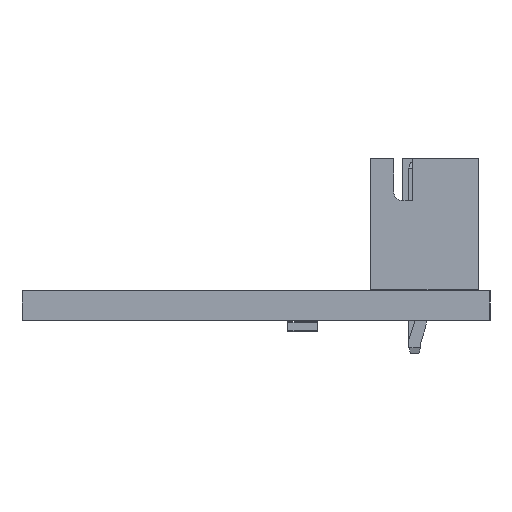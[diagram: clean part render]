
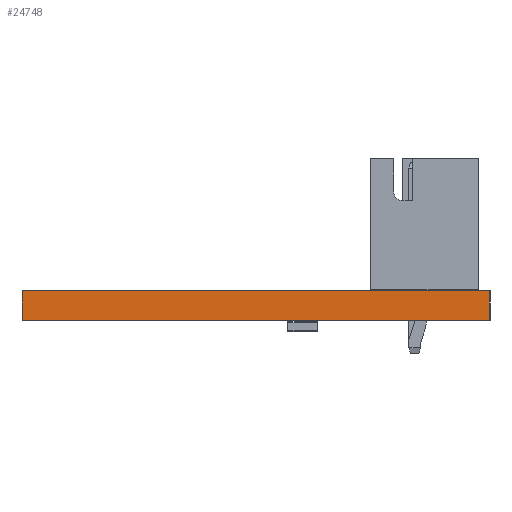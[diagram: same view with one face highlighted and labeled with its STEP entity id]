
A CAD part, left-side view. The second image highlights one B-rep face of the part: STEP entity #24748.
In plain terms, the highlighted planar face has unit normal (-1, 0, 0).
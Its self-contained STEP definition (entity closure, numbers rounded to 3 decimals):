
#24567 = PLANE('',#24568);
#24568 = AXIS2_PLACEMENT_3D('',#24569,#24570,#24571);
#24569 = CARTESIAN_POINT('',(202.,-44.,0.));
#24570 = DIRECTION('',(0.,-1.,0.));
#24571 = DIRECTION('',(-1.,0.,0.));
#24592 = VERTEX_POINT('',#24593);
#24593 = CARTESIAN_POINT('',(122.,-44.,1.6));
#24607 = PLANE('',#24608);
#24608 = AXIS2_PLACEMENT_3D('',#24609,#24610,#24611);
#24609 = CARTESIAN_POINT('',(162.,-31.5,1.6));
#24610 = DIRECTION('',(-0.,-0.,-1.));
#24611 = DIRECTION('',(-1.,0.,0.));
#24619 = EDGE_CURVE('',#24620,#24592,#24622,.T.);
#24620 = VERTEX_POINT('',#24621);
#24621 = CARTESIAN_POINT('',(122.,-44.,0.));
#24622 = SURFACE_CURVE('',#24623,(#24627,#24634),.PCURVE_S1.);
#24623 = LINE('',#24624,#24625);
#24624 = CARTESIAN_POINT('',(122.,-44.,0.));
#24625 = VECTOR('',#24626,1.);
#24626 = DIRECTION('',(0.,0.,1.));
#24627 = PCURVE('',#24567,#24628);
#24628 = DEFINITIONAL_REPRESENTATION('',(#24629),#24633);
#24629 = LINE('',#24630,#24631);
#24630 = CARTESIAN_POINT('',(80.,0.));
#24631 = VECTOR('',#24632,1.);
#24632 = DIRECTION('',(0.,-1.));
#24633 = ( GEOMETRIC_REPRESENTATION_CONTEXT(2) 
PARAMETRIC_REPRESENTATION_CONTEXT() REPRESENTATION_CONTEXT('2D SPACE',''
  ) );
#24634 = PCURVE('',#24635,#24640);
#24635 = PLANE('',#24636);
#24636 = AXIS2_PLACEMENT_3D('',#24637,#24638,#24639);
#24637 = CARTESIAN_POINT('',(122.,-44.,0.));
#24638 = DIRECTION('',(-1.,0.,0.));
#24639 = DIRECTION('',(0.,1.,0.));
#24640 = DEFINITIONAL_REPRESENTATION('',(#24641),#24645);
#24641 = LINE('',#24642,#24643);
#24642 = CARTESIAN_POINT('',(0.,0.));
#24643 = VECTOR('',#24644,1.);
#24644 = DIRECTION('',(0.,-1.));
#24645 = ( GEOMETRIC_REPRESENTATION_CONTEXT(2) 
PARAMETRIC_REPRESENTATION_CONTEXT() REPRESENTATION_CONTEXT('2D SPACE',''
  ) );
#24661 = PLANE('',#24662);
#24662 = AXIS2_PLACEMENT_3D('',#24663,#24664,#24665);
#24663 = CARTESIAN_POINT('',(162.,-31.5,0.));
#24664 = DIRECTION('',(-0.,-0.,-1.));
#24665 = DIRECTION('',(-1.,0.,0.));
#24694 = PLANE('',#24695);
#24695 = AXIS2_PLACEMENT_3D('',#24696,#24697,#24698);
#24696 = CARTESIAN_POINT('',(122.,-19.,0.));
#24697 = DIRECTION('',(0.,1.,0.));
#24698 = DIRECTION('',(1.,0.,0.));
#24748 = ADVANCED_FACE('',(#24749),#24635,.T.);
#24749 = FACE_BOUND('',#24750,.T.);
#24750 = EDGE_LOOP('',(#24751,#24752,#24775,#24798));
#24751 = ORIENTED_EDGE('',*,*,#24619,.T.);
#24752 = ORIENTED_EDGE('',*,*,#24753,.T.);
#24753 = EDGE_CURVE('',#24592,#24754,#24756,.T.);
#24754 = VERTEX_POINT('',#24755);
#24755 = CARTESIAN_POINT('',(122.,-19.,1.6));
#24756 = SURFACE_CURVE('',#24757,(#24761,#24768),.PCURVE_S1.);
#24757 = LINE('',#24758,#24759);
#24758 = CARTESIAN_POINT('',(122.,-44.,1.6));
#24759 = VECTOR('',#24760,1.);
#24760 = DIRECTION('',(0.,1.,0.));
#24761 = PCURVE('',#24635,#24762);
#24762 = DEFINITIONAL_REPRESENTATION('',(#24763),#24767);
#24763 = LINE('',#24764,#24765);
#24764 = CARTESIAN_POINT('',(0.,-1.6));
#24765 = VECTOR('',#24766,1.);
#24766 = DIRECTION('',(1.,0.));
#24767 = ( GEOMETRIC_REPRESENTATION_CONTEXT(2) 
PARAMETRIC_REPRESENTATION_CONTEXT() REPRESENTATION_CONTEXT('2D SPACE',''
  ) );
#24768 = PCURVE('',#24607,#24769);
#24769 = DEFINITIONAL_REPRESENTATION('',(#24770),#24774);
#24770 = LINE('',#24771,#24772);
#24771 = CARTESIAN_POINT('',(40.,-12.5));
#24772 = VECTOR('',#24773,1.);
#24773 = DIRECTION('',(0.,1.));
#24774 = ( GEOMETRIC_REPRESENTATION_CONTEXT(2) 
PARAMETRIC_REPRESENTATION_CONTEXT() REPRESENTATION_CONTEXT('2D SPACE',''
  ) );
#24775 = ORIENTED_EDGE('',*,*,#24776,.F.);
#24776 = EDGE_CURVE('',#24777,#24754,#24779,.T.);
#24777 = VERTEX_POINT('',#24778);
#24778 = CARTESIAN_POINT('',(122.,-19.,0.));
#24779 = SURFACE_CURVE('',#24780,(#24784,#24791),.PCURVE_S1.);
#24780 = LINE('',#24781,#24782);
#24781 = CARTESIAN_POINT('',(122.,-19.,0.));
#24782 = VECTOR('',#24783,1.);
#24783 = DIRECTION('',(0.,0.,1.));
#24784 = PCURVE('',#24635,#24785);
#24785 = DEFINITIONAL_REPRESENTATION('',(#24786),#24790);
#24786 = LINE('',#24787,#24788);
#24787 = CARTESIAN_POINT('',(25.,0.));
#24788 = VECTOR('',#24789,1.);
#24789 = DIRECTION('',(0.,-1.));
#24790 = ( GEOMETRIC_REPRESENTATION_CONTEXT(2) 
PARAMETRIC_REPRESENTATION_CONTEXT() REPRESENTATION_CONTEXT('2D SPACE',''
  ) );
#24791 = PCURVE('',#24694,#24792);
#24792 = DEFINITIONAL_REPRESENTATION('',(#24793),#24797);
#24793 = LINE('',#24794,#24795);
#24794 = CARTESIAN_POINT('',(0.,0.));
#24795 = VECTOR('',#24796,1.);
#24796 = DIRECTION('',(0.,-1.));
#24797 = ( GEOMETRIC_REPRESENTATION_CONTEXT(2) 
PARAMETRIC_REPRESENTATION_CONTEXT() REPRESENTATION_CONTEXT('2D SPACE',''
  ) );
#24798 = ORIENTED_EDGE('',*,*,#24799,.F.);
#24799 = EDGE_CURVE('',#24620,#24777,#24800,.T.);
#24800 = SURFACE_CURVE('',#24801,(#24805,#24812),.PCURVE_S1.);
#24801 = LINE('',#24802,#24803);
#24802 = CARTESIAN_POINT('',(122.,-44.,0.));
#24803 = VECTOR('',#24804,1.);
#24804 = DIRECTION('',(0.,1.,0.));
#24805 = PCURVE('',#24635,#24806);
#24806 = DEFINITIONAL_REPRESENTATION('',(#24807),#24811);
#24807 = LINE('',#24808,#24809);
#24808 = CARTESIAN_POINT('',(0.,0.));
#24809 = VECTOR('',#24810,1.);
#24810 = DIRECTION('',(1.,0.));
#24811 = ( GEOMETRIC_REPRESENTATION_CONTEXT(2) 
PARAMETRIC_REPRESENTATION_CONTEXT() REPRESENTATION_CONTEXT('2D SPACE',''
  ) );
#24812 = PCURVE('',#24661,#24813);
#24813 = DEFINITIONAL_REPRESENTATION('',(#24814),#24818);
#24814 = LINE('',#24815,#24816);
#24815 = CARTESIAN_POINT('',(40.,-12.5));
#24816 = VECTOR('',#24817,1.);
#24817 = DIRECTION('',(0.,1.));
#24818 = ( GEOMETRIC_REPRESENTATION_CONTEXT(2) 
PARAMETRIC_REPRESENTATION_CONTEXT() REPRESENTATION_CONTEXT('2D SPACE',''
  ) );
